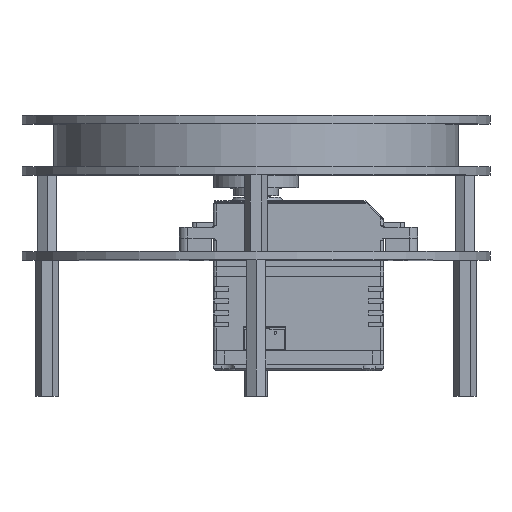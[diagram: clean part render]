
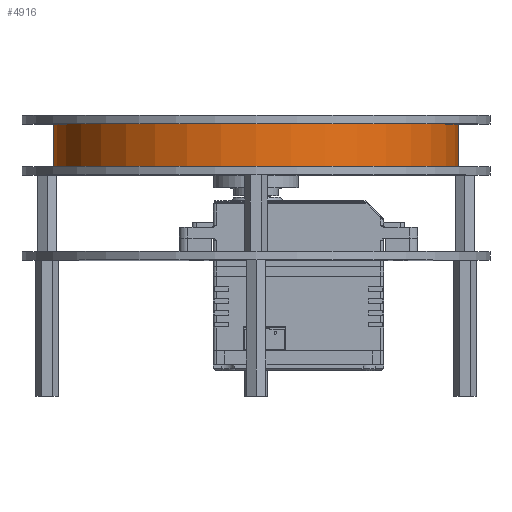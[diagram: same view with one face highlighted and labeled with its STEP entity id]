
A CAD part, top view. The second image highlights one B-rep face of the part: STEP entity #4916.
In plain terms, the highlighted cylindrical face has radius 47.5 mm (diameter 95 mm), a partial arc.
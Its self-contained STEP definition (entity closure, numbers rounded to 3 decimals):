
#82 = EDGE_CURVE ( 'NONE', #5517, #14624, #10742, .T. ) ;
#1016 = CARTESIAN_POINT ( 'NONE',  ( -47.5, 10., 0. ) ) ;
#1582 = AXIS2_PLACEMENT_3D ( 'NONE', #2344, #11832, #12354 ) ;
#2344 = CARTESIAN_POINT ( 'NONE',  ( 0., 0., 0. ) ) ;
#2482 = FACE_OUTER_BOUND ( 'NONE', #4699, .T. ) ;
#3538 = DIRECTION ( 'NONE',  ( -1., 0., 0. ) ) ;
#3836 = ORIENTED_EDGE ( 'NONE', *, *, #12339, .T. ) ;
#4646 = VECTOR ( 'NONE', #10482, 1000. ) ;
#4699 = EDGE_LOOP ( 'NONE', ( #24666, #20765, #20750, #3836 ) ) ;
#4916 = ADVANCED_FACE ( 'NONE', ( #2482 ), #10407, .T. ) ;
#5517 = VERTEX_POINT ( 'NONE', #12125 ) ;
#5983 = CIRCLE ( 'NONE', #25460, 47.5 ) ;
#7505 = DIRECTION ( 'NONE',  ( -1., 0., 0. ) ) ;
#7624 = CARTESIAN_POINT ( 'NONE',  ( -47.5, 0., 0. ) ) ;
#9203 = CARTESIAN_POINT ( 'NONE',  ( 0., 0., 0. ) ) ;
#10407 = CYLINDRICAL_SURFACE ( 'NONE', #1582, 47.5 ) ;
#10482 = DIRECTION ( 'NONE',  ( 0., 1., 0. ) ) ;
#10742 = LINE ( 'NONE', #14643, #4646 ) ;
#11367 = EDGE_CURVE ( 'NONE', #21722, #24746, #15016, .T. ) ;
#11832 = DIRECTION ( 'NONE',  ( 0., 1., 0. ) ) ;
#12125 = CARTESIAN_POINT ( 'NONE',  ( 47.5, 0., 0. ) ) ;
#12258 = CARTESIAN_POINT ( 'NONE',  ( 47.5, 10., 0. ) ) ;
#12339 = EDGE_CURVE ( 'NONE', #21722, #5517, #13909, .T. ) ;
#12354 = DIRECTION ( 'NONE',  ( 1., 0., 0. ) ) ;
#12823 = DIRECTION ( 'NONE',  ( 0., 1., 0. ) ) ;
#13909 = CIRCLE ( 'NONE', #20574, 47.5 ) ;
#14304 = VECTOR ( 'NONE', #12823, 1000. ) ;
#14624 = VERTEX_POINT ( 'NONE', #12258 ) ;
#14643 = CARTESIAN_POINT ( 'NONE',  ( 47.5, 0., 0. ) ) ;
#15016 = LINE ( 'NONE', #25000, #14304 ) ;
#15480 = DIRECTION ( 'NONE',  ( 0., 1., 0. ) ) ;
#20574 = AXIS2_PLACEMENT_3D ( 'NONE', #9203, #24915, #7505 ) ;
#20750 = ORIENTED_EDGE ( 'NONE', *, *, #11367, .F. ) ;
#20765 = ORIENTED_EDGE ( 'NONE', *, *, #24191, .F. ) ;
#21722 = VERTEX_POINT ( 'NONE', #7624 ) ;
#23027 = CARTESIAN_POINT ( 'NONE',  ( 0., 10., 0. ) ) ;
#24191 = EDGE_CURVE ( 'NONE', #24746, #14624, #5983, .T. ) ;
#24666 = ORIENTED_EDGE ( 'NONE', *, *, #82, .T. ) ;
#24746 = VERTEX_POINT ( 'NONE', #1016 ) ;
#24915 = DIRECTION ( 'NONE',  ( 0., 1., 0. ) ) ;
#25000 = CARTESIAN_POINT ( 'NONE',  ( -47.5, 0., 0. ) ) ;
#25460 = AXIS2_PLACEMENT_3D ( 'NONE', #23027, #15480, #3538 ) ;
